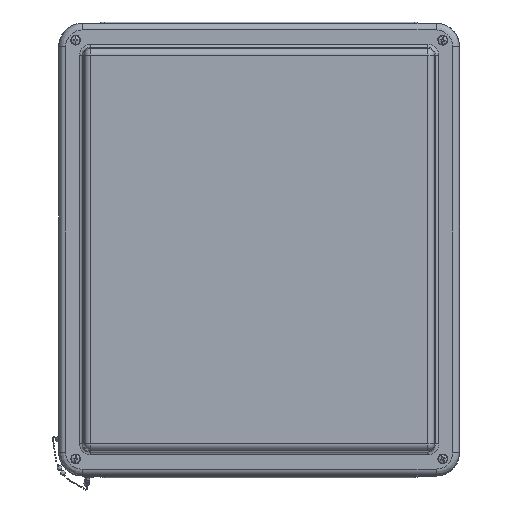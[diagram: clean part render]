
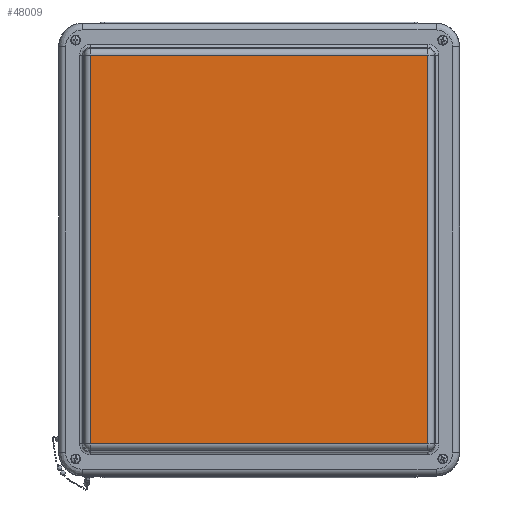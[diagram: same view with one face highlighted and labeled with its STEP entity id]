
A CAD part, top view. The second image highlights one B-rep face of the part: STEP entity #48009.
In plain terms, the highlighted planar face has unit normal (0, 0, 1).
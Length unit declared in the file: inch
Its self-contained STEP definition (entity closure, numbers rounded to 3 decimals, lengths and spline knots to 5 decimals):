
#3117 = DIRECTION ( 'NONE',  ( 0., 0., 1. ) ) ;
#4546 = VERTEX_POINT ( 'NONE', #20708 ) ;
#4815 = CARTESIAN_POINT ( 'NONE',  ( 6.48343, -7.48142, 1.684 ) ) ;
#5842 = LINE ( 'NONE', #29807, #34304 ) ;
#5935 = ORIENTED_EDGE ( 'NONE', *, *, #31000, .T. ) ;
#6218 = VECTOR ( 'NONE', #34484, 39.37008 ) ;
#6553 = ORIENTED_EDGE ( 'NONE', *, *, #22163, .T. ) ;
#6995 = DIRECTION ( 'NONE',  ( 1., 0., 0. ) ) ;
#7237 = ORIENTED_EDGE ( 'NONE', *, *, #8314, .T. ) ;
#8314 = EDGE_CURVE ( 'NONE', #44205, #42524, #5842, .T. ) ;
#8912 = EDGE_LOOP ( 'NONE', ( #11265, #12415, #5935, #7237, #44833, #48013, #13999, #6553 ) ) ;
#9321 = EDGE_CURVE ( 'NONE', #34758, #47965, #13294, .T. ) ;
#10746 = CIRCLE ( 'NONE', #35423, 0.00892 ) ;
#11028 = DIRECTION ( 'NONE',  ( 0., 1., 0. ) ) ;
#11265 = ORIENTED_EDGE ( 'NONE', *, *, #9321, .T. ) ;
#12415 = ORIENTED_EDGE ( 'NONE', *, *, #14623, .T. ) ;
#12428 = DIRECTION ( 'NONE',  ( 0., 0., 1. ) ) ;
#13216 = AXIS2_PLACEMENT_3D ( 'NONE', #41891, #12428, #42057 ) ;
#13294 = CIRCLE ( 'NONE', #44657, 0.00892 ) ;
#13903 = DIRECTION ( 'NONE',  ( 0., 0., 1. ) ) ;
#13999 = ORIENTED_EDGE ( 'NONE', *, *, #15553, .T. ) ;
#14112 = AXIS2_PLACEMENT_3D ( 'NONE', #29941, #15681, #41560 ) ;
#14369 = VECTOR ( 'NONE', #26622, 39.37008 ) ;
#14623 = EDGE_CURVE ( 'NONE', #47965, #27929, #21194, .T. ) ;
#15553 = EDGE_CURVE ( 'NONE', #4546, #17069, #10746, .T. ) ;
#15681 = DIRECTION ( 'NONE',  ( 0., 0., 1. ) ) ;
#16753 = EDGE_CURVE ( 'NONE', #29145, #4546, #39323, .T. ) ;
#17069 = VERTEX_POINT ( 'NONE', #18560 ) ;
#18560 = CARTESIAN_POINT ( 'NONE',  ( -6.49235, 7.4725, 1.684 ) ) ;
#19019 = CARTESIAN_POINT ( 'NONE',  ( -6.49235, 0., 1.684 ) ) ;
#20708 = CARTESIAN_POINT ( 'NONE',  ( -6.48344, 7.48142, 1.684 ) ) ;
#21194 = LINE ( 'NONE', #32146, #37447 ) ;
#21710 = CIRCLE ( 'NONE', #13216, 0.00892 ) ;
#22163 = EDGE_CURVE ( 'NONE', #17069, #34758, #38137, .T. ) ;
#22799 = PLANE ( 'NONE',  #14112 ) ;
#24564 = DIRECTION ( 'NONE',  ( 1., 0., 0. ) ) ;
#25060 = CARTESIAN_POINT ( 'NONE',  ( 6.48343, -7.4725, 1.684 ) ) ;
#25982 = CIRCLE ( 'NONE', #31392, 0.00892 ) ;
#26622 = DIRECTION ( 'NONE',  ( 0., -1., 0. ) ) ;
#27929 = VERTEX_POINT ( 'NONE', #4815 ) ;
#28502 = FACE_OUTER_BOUND ( 'NONE', #8912, .T. ) ;
#28517 = EDGE_CURVE ( 'NONE', #42524, #29145, #21710, .T. ) ;
#28622 = CARTESIAN_POINT ( 'NONE',  ( -6.48344, 7.4725, 1.684 ) ) ;
#29145 = VERTEX_POINT ( 'NONE', #41937 ) ;
#29807 = CARTESIAN_POINT ( 'NONE',  ( 6.49235, 0., 1.684 ) ) ;
#29941 = CARTESIAN_POINT ( 'NONE',  ( 0., 0., 1.684 ) ) ;
#30297 = CARTESIAN_POINT ( 'NONE',  ( 0., 7.48142, 1.684 ) ) ;
#31000 = EDGE_CURVE ( 'NONE', #27929, #44205, #25982, .T. ) ;
#31392 = AXIS2_PLACEMENT_3D ( 'NONE', #25060, #3117, #6995 ) ;
#32146 = CARTESIAN_POINT ( 'NONE',  ( 0., -7.48142, 1.684 ) ) ;
#32510 = DIRECTION ( 'NONE',  ( 0., 0., 1. ) ) ;
#32815 = CARTESIAN_POINT ( 'NONE',  ( 6.49235, 7.4725, 1.684 ) ) ;
#34132 = CARTESIAN_POINT ( 'NONE',  ( -6.48344, -7.48142, 1.684 ) ) ;
#34304 = VECTOR ( 'NONE', #11028, 39.37008 ) ;
#34484 = DIRECTION ( 'NONE',  ( -1., 0., 0. ) ) ;
#34758 = VERTEX_POINT ( 'NONE', #36067 ) ;
#35423 = AXIS2_PLACEMENT_3D ( 'NONE', #28622, #32510, #43526 ) ;
#36067 = CARTESIAN_POINT ( 'NONE',  ( -6.49235, -7.4725, 1.684 ) ) ;
#36113 = CARTESIAN_POINT ( 'NONE',  ( -6.48344, -7.4725, 1.684 ) ) ;
#37447 = VECTOR ( 'NONE', #24564, 39.37008 ) ;
#38137 = LINE ( 'NONE', #19019, #14369 ) ;
#39323 = LINE ( 'NONE', #30297, #6218 ) ;
#41560 = DIRECTION ( 'NONE',  ( 1., 0., 0. ) ) ;
#41891 = CARTESIAN_POINT ( 'NONE',  ( 6.48344, 7.4725, 1.684 ) ) ;
#41937 = CARTESIAN_POINT ( 'NONE',  ( 6.48344, 7.48142, 1.684 ) ) ;
#42057 = DIRECTION ( 'NONE',  ( 1., 0., 0. ) ) ;
#42524 = VERTEX_POINT ( 'NONE', #32815 ) ;
#43526 = DIRECTION ( 'NONE',  ( 1., 0., 0. ) ) ;
#44205 = VERTEX_POINT ( 'NONE', #44390 ) ;
#44390 = CARTESIAN_POINT ( 'NONE',  ( 6.49235, -7.4725, 1.684 ) ) ;
#44657 = AXIS2_PLACEMENT_3D ( 'NONE', #36113, #13903, #47277 ) ;
#44833 = ORIENTED_EDGE ( 'NONE', *, *, #28517, .T. ) ;
#47277 = DIRECTION ( 'NONE',  ( 1., 0., 0. ) ) ;
#47965 = VERTEX_POINT ( 'NONE', #34132 ) ;
#48009 = ADVANCED_FACE ( 'NONE', ( #28502 ), #22799, .T. ) ;
#48013 = ORIENTED_EDGE ( 'NONE', *, *, #16753, .T. ) ;
